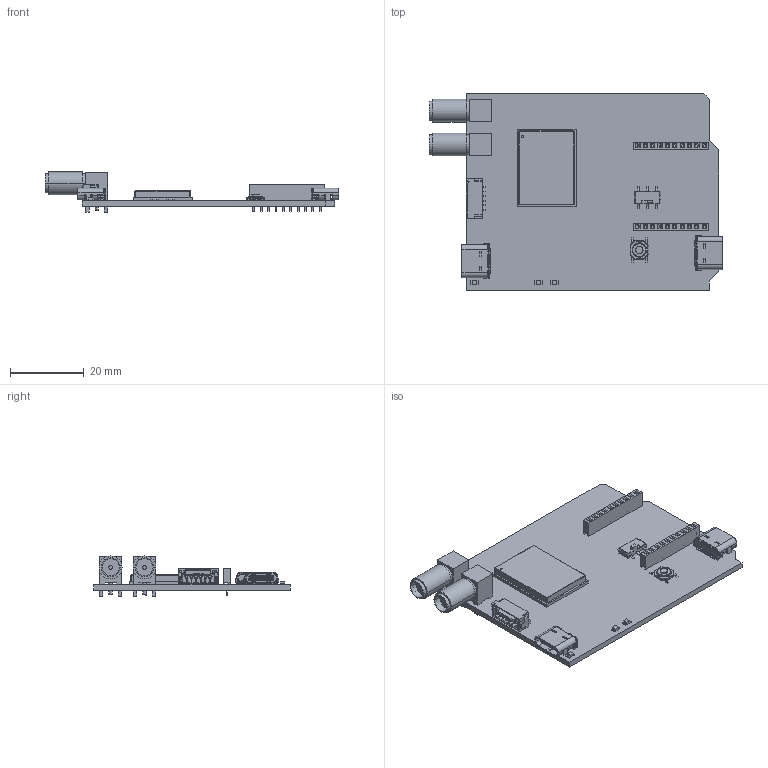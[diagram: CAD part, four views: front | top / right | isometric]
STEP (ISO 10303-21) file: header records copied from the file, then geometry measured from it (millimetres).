
FILE_DESCRIPTION (( 'STEP AP214' ), '1' );
FILE_NAME ('AS-RTK3B-UM982-L125-NH-00-R00.STEP', '2024-11-26T10:31:18', ( '' ), ( '' ), 'SwSTEP 2.0', 'SolidWorks 2020', '' );
FILE_SCHEMA (( 'AUTOMOTIVE_DESIGN' ));
Length unit declared in the file: millimetre
Products named in the file (15): SM06B-GHS-TB(LF)(SN)--3DModel-STEP-56544.step; USB4105.STEP; USB4105-GF-A--3DModel-STEP-56544.STEP; MMS-110-01-L-SV.stp; 0805_LED_7012X1--3DModel-STEP-1.step; C-63-01-10-SV.stp; AS-RTK3B-UM982-L125-NH-00-R00; UM982.stp; AYZ0202AGRLC--3DModel-STEP-56544.step; SMA-long-thread.step; MMS-110-01-SV_socket.stp; SMD_SWITCH_TL3342F160QG--3DModel-STEP-520916.step; simpleRTK3B-Compass_PCB
Assembly tree (20 placements, depth 3):
  AS-RTK3B-UM982-L125-NH-00-R00
    simpleRTK3B-Compass_PCB
    0805_LED_7012X1--3DModel-STEP-1.step  x3
    AYZ0202AGRLC--3DModel-STEP-56544.step
    MMS-110-01-L-SV.stp
      C-63-01-10-SV.stp
      MMS-110-01-SV_socket.stp
    SM06B-GHS-TB(LF)(SN)--3DModel-STEP-56544.step
    SMA-long-thread.step  x2
    SMD_SWITCH_TL3342F160QG--3DModel-STEP-520916.step
    USB4105-GF-A--3DModel-STEP-56544.STEP
      USB4105.STEP
    UM982.stp
    MMS-110-01-L-SV.stp
      C-63-01-10-SV.stp
      MMS-110-01-SV_socket.stp
    USB4105-GF-A--3DModel-STEP-56544.STEP
      USB4105.STEP
Bounding box: 79.66 x 53.34 x 10.9 mm (x, y, z)
Volume: 8555.8 mm3; surface area: 12897.8 mm2
Topology: 132 solids, 132 shells, 3904 faces, 10125 edges, 6580 vertices
Faces by surface type: plane 3214, cylinder 616, cone 58, torus 8, bspline 8
Entity records: 77574 total; most frequent: CARTESIAN_POINT 13458, ORIENTED_EDGE 12902, DIRECTION 12237, EDGE_CURVE 6451, LINE 5629, VECTOR 5629, VERTEX_POINT 4198, AXIS2_PLACEMENT_3D 3304
